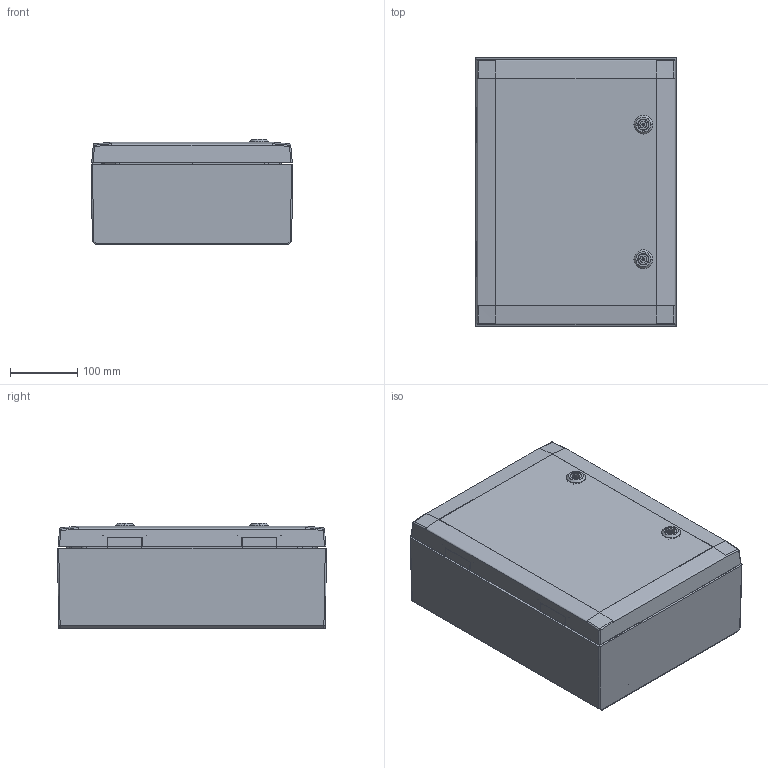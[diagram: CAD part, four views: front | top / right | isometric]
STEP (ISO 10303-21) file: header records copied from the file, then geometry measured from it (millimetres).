
FILE_DESCRIPTION (( 'STEP AP203' ), '1' );
FILE_NAME ('ARCA 403015 with MPS.STEP', '2022-05-25T08:57:22', ( '' ), ( '' ), 'SwSTEP 2.0', 'SolidWorks 2021', '' );
FILE_SCHEMA (( 'CONFIG_CONTROL_DESIGN' ));
Length unit declared in the file: millimetre
Products named in the file (13): 1000-102A-D_ASM; Lock Cam as OPEN position; Cabinet 403003 Cover; NewCab Lock Cam; 1000-u187-n2_asm; Cabinet 403012 Base; ARCA IEC DB small; Cabinet hinge small; 1000-102A-1X_AF0; MPS 4030; 1000-102A-2X; ARCA 403015 with MPS; 1000-02
Assembly tree (15 placements, depth 4):
  ARCA 403015 with MPS
    Cabinet 403012 Base
    Cabinet hinge small  x2
    ARCA IEC DB small  x2
      1000-102A-D_ASM
        1000-102A-1X_AF0
        1000-102A-2X
      1000-02
      1000-u187-n2_asm
      NewCab Lock Cam
    Lock Cam as OPEN position  x2
    MPS 4030
    Cabinet 403003 Cover
Bounding box: 300 x 400 x 157.2 mm (x, y, z)
Volume: 2336130.6 mm3; surface area: 1353468.4 mm2
Topology: 19 solids, 19 shells, 2541 faces, 6460 edges, 4130 vertices
Faces by surface type: plane 1499, cylinder 560, cone 310, bspline 144, torus 20, sphere 8
Entity records: 64947 total; most frequent: CARTESIAN_POINT 16035, ORIENTED_EDGE 10130, DIRECTION 9382, EDGE_CURVE 5065, VECTOR 3382, LINE 3382, VERTEX_POINT 3287, AXIS2_PLACEMENT_3D 3000
